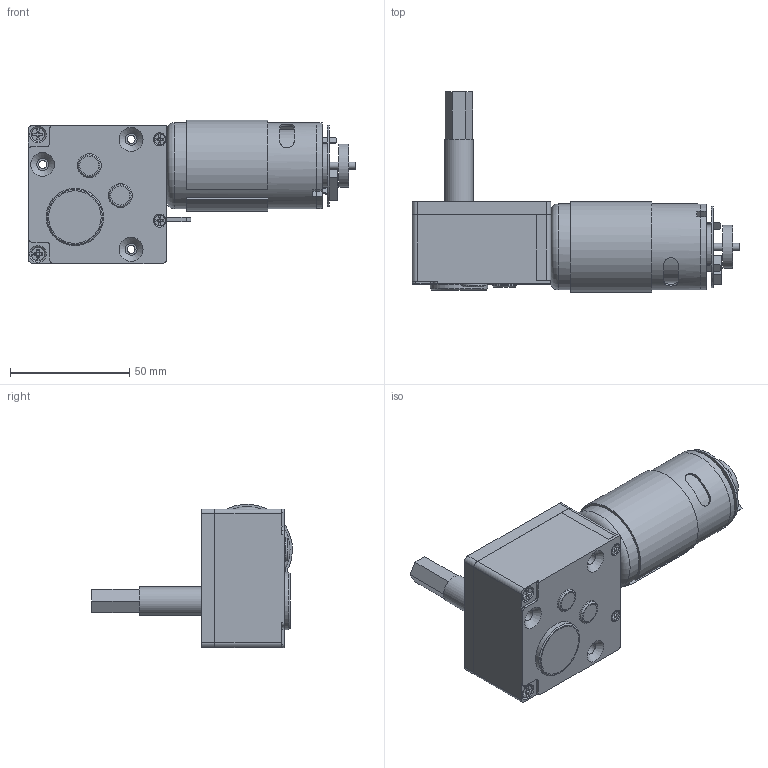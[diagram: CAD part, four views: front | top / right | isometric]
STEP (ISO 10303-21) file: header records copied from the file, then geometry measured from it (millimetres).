
FILE_DESCRIPTION(/* description */ (''),/* implementation_level */ '2;1');
FILE_NAME(/* name */ 'GR-WM2 46mm Loowatt Hex Shaft Version.step',/* time_stamp */ '2020-09-30T11:30:59+01:00',/* author */ (''),/* organization */ (''),/* preprocessor_version */ 'ST-DEVELOPER v18.1',/* originating_system */ 'Autodesk Translation Framework v9.3.0.1241',/* authorisation */ '');
FILE_SCHEMA (('AUTOMOTIVE_DESIGN { 1 0 10303 214 3 1 1 }'));
Length unit declared in the file: millimetre
Products named in the file (6): WM2 LongShaft Assembly; GR-EP-36 Motor; WM2 Gearbox; M3 Screw; M3 Screw Long; Long Shaft
Assembly tree (9 placements, depth 3):
  WM2 LongShaft Assembly
    GR-EP-36 Motor
    WM2 Gearbox
      M3 Screw  x4
      M3 Screw Long  x2
    Long Shaft
Bounding box: 137 x 83.98 x 59.95 mm (x, y, z)
Volume: 186476.3 mm3; surface area: 63105.8 mm2
Topology: 26 solids, 26 shells, 365 faces, 840 edges, 552 vertices
Faces by surface type: plane 234, cylinder 105, cone 25, torus 1
Full cylindrical faces by diameter (mm): 2.075 x2, 2.5 x1, 2.529 x2, 2.927 x6, 3 x3, 3.332 x5, 3.5 x4, 4.5 x4, 5 x6, 5.5 x2, 7.5 x4, 8 x4, 10 x2, 12 x1, 18 x2, 22 x2, 24 x3, 30 x1, 34 x2, 36 x1
Entity records: 8129 total; most frequent: CARTESIAN_POINT 1464, DIRECTION 1379, ORIENTED_EDGE 1240, EDGE_CURVE 620, AXIS2_PLACEMENT_3D 483, LINE 413, VECTOR 413, VERTEX_POINT 408
